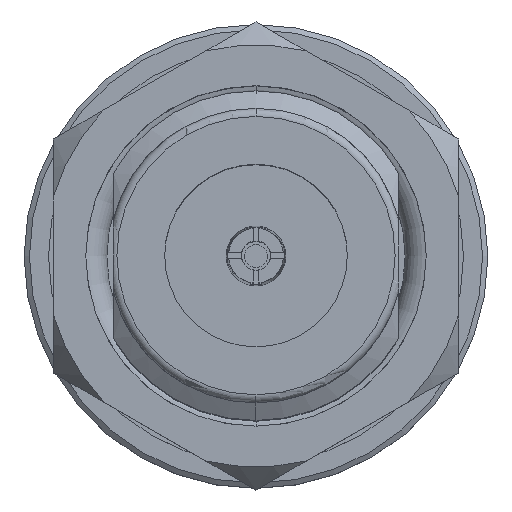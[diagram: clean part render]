
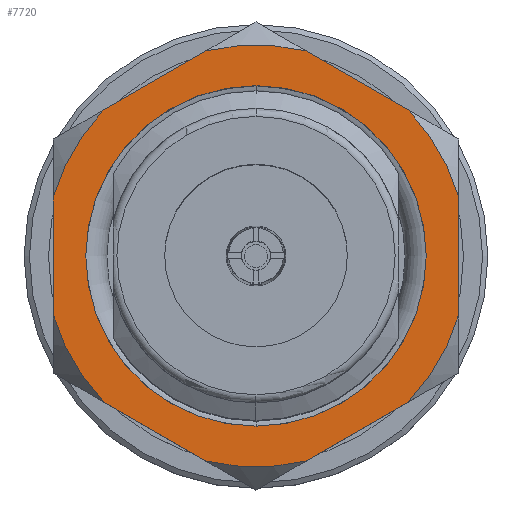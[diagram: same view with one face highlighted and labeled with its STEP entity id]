
A CAD part, top view. The second image highlights one B-rep face of the part: STEP entity #7720.
In plain terms, the highlighted face is planar.
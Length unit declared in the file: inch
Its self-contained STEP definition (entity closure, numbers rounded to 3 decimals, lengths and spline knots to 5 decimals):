
#192 = LINE ( 'NONE', #4212, #1510 ) ;
#315 = VECTOR ( 'NONE', #1384, 39.37008 ) ;
#325 = CARTESIAN_POINT ( 'NONE',  ( 0., -0.061, 0. ) ) ;
#339 = EDGE_CURVE ( 'NONE', #1737, #10348, #4268, .T. ) ;
#588 = LINE ( 'NONE', #9732, #7680 ) ;
#715 = DIRECTION ( 'NONE',  ( -0.5, 0., 0.866 ) ) ;
#770 = EDGE_CURVE ( 'NONE', #7871, #9431, #13043, .T. ) ;
#823 = DIRECTION ( 'NONE',  ( 0.5, 0., 0.866 ) ) ;
#923 = CARTESIAN_POINT ( 'NONE',  ( 0.37932, -0.061, 0.09299 ) ) ;
#1001 = ORIENTED_EDGE ( 'NONE', *, *, #9331, .F. ) ;
#1058 = DIRECTION ( 'NONE',  ( 0., 0., 1. ) ) ;
#1338 = ORIENTED_EDGE ( 'NONE', *, *, #339, .F. ) ;
#1384 = DIRECTION ( 'NONE',  ( 0.5, 0., 0.866 ) ) ;
#1406 = CIRCLE ( 'NONE', #9385, 0.315 ) ;
#1456 = DIRECTION ( 'NONE',  ( 0., 0., -1. ) ) ;
#1510 = VECTOR ( 'NONE', #12282, 39.37008 ) ;
#1737 = VERTEX_POINT ( 'NONE', #2893 ) ;
#2038 = AXIS2_PLACEMENT_3D ( 'NONE', #3498, #7499, #5000 ) ;
#2110 = DIRECTION ( 'NONE',  ( 0., -1., 0. ) ) ;
#2182 = CARTESIAN_POINT ( 'NONE',  ( -0.37932, -0.061, -0.09299 ) ) ;
#2323 = ORIENTED_EDGE ( 'NONE', *, *, #5261, .T. ) ;
#2352 = ORIENTED_EDGE ( 'NONE', *, *, #2914, .T. ) ;
#2369 = CARTESIAN_POINT ( 'NONE',  ( -0.43301, -0.061, 0. ) ) ;
#2428 = CIRCLE ( 'NONE', #6410, 0.315 ) ;
#2769 = FACE_OUTER_BOUND ( 'NONE', #4668, .T. ) ;
#2885 = CIRCLE ( 'NONE', #2038, 0.39056 ) ;
#2893 = CARTESIAN_POINT ( 'NONE',  ( -0.2702, -0.061, -0.28201 ) ) ;
#2894 = CARTESIAN_POINT ( 'NONE',  ( 0., -0.061, 0. ) ) ;
#2914 = EDGE_CURVE ( 'NONE', #11692, #6188, #11278, .T. ) ;
#2921 = DIRECTION ( 'NONE',  ( 0., 1., 0. ) ) ;
#3124 = VERTEX_POINT ( 'NONE', #10436 ) ;
#3161 = CARTESIAN_POINT ( 'NONE',  ( -0.21651, -0.061, -0.375 ) ) ;
#3498 = CARTESIAN_POINT ( 'NONE',  ( 0., -0.061, 0. ) ) ;
#3621 = CARTESIAN_POINT ( 'NONE',  ( 0., -0.061, 0. ) ) ;
#3676 = AXIS2_PLACEMENT_3D ( 'NONE', #10550, #9356, #1456 ) ;
#3818 = FACE_BOUND ( 'NONE', #6785, .T. ) ;
#3887 = AXIS2_PLACEMENT_3D ( 'NONE', #8055, #8990, #8852 ) ;
#3995 = DIRECTION ( 'NONE',  ( 1., 0., 0. ) ) ;
#4096 = CARTESIAN_POINT ( 'NONE',  ( 0., -0.061, 0. ) ) ;
#4201 = VERTEX_POINT ( 'NONE', #11250 ) ;
#4212 = CARTESIAN_POINT ( 'NONE',  ( 0.21651, -0.061, 0.375 ) ) ;
#4268 = LINE ( 'NONE', #3161, #5141 ) ;
#4668 = EDGE_LOOP ( 'NONE', ( #12322, #6134, #12544, #2352, #6068, #6472, #10393, #9604, #1001, #5553, #1338, #7319 ) ) ;
#4738 = CARTESIAN_POINT ( 'NONE',  ( -0.64952, -0.061, 0.375 ) ) ;
#4766 = ORIENTED_EDGE ( 'NONE', *, *, #10485, .T. ) ;
#4779 = EDGE_CURVE ( 'NONE', #1737, #7871, #2885, .T. ) ;
#4787 = DIRECTION ( 'NONE',  ( 0., 0., 1. ) ) ;
#5000 = DIRECTION ( 'NONE',  ( 0., 0., -1. ) ) ;
#5141 = VECTOR ( 'NONE', #11208, 39.37008 ) ;
#5175 = AXIS2_PLACEMENT_3D ( 'NONE', #4096, #2921, #1058 ) ;
#5261 = EDGE_CURVE ( 'NONE', #4201, #6390, #2428, .T. ) ;
#5461 = LINE ( 'NONE', #2369, #315 ) ;
#5553 = ORIENTED_EDGE ( 'NONE', *, *, #8802, .T. ) ;
#5755 = EDGE_CURVE ( 'NONE', #11653, #11422, #11086, .T. ) ;
#5970 = DIRECTION ( 'NONE',  ( 0., 1., 0. ) ) ;
#6049 = EDGE_CURVE ( 'NONE', #6188, #11422, #588, .T. ) ;
#6068 = ORIENTED_EDGE ( 'NONE', *, *, #6049, .T. ) ;
#6134 = ORIENTED_EDGE ( 'NONE', *, *, #8062, .T. ) ;
#6185 = DIRECTION ( 'NONE',  ( 0., 0., -1. ) ) ;
#6188 = VERTEX_POINT ( 'NONE', #923 ) ;
#6189 = CIRCLE ( 'NONE', #3676, 0.39056 ) ;
#6390 = VERTEX_POINT ( 'NONE', #12278 ) ;
#6410 = AXIS2_PLACEMENT_3D ( 'NONE', #2894, #9794, #4787 ) ;
#6472 = ORIENTED_EDGE ( 'NONE', *, *, #5755, .F. ) ;
#6785 = EDGE_LOOP ( 'NONE', ( #4766, #2323 ) ) ;
#7005 = VECTOR ( 'NONE', #3995, 39.37008 ) ;
#7212 = CIRCLE ( 'NONE', #9741, 0.39056 ) ;
#7319 = ORIENTED_EDGE ( 'NONE', *, *, #4779, .T. ) ;
#7499 = DIRECTION ( 'NONE',  ( 0., -1., 0. ) ) ;
#7680 = VECTOR ( 'NONE', #715, 39.37008 ) ;
#7720 = ADVANCED_FACE ( 'Face1', ( #3818, #2769 ), #12823, .T. ) ;
#7814 = CARTESIAN_POINT ( 'NONE',  ( 0.2702, -0.061, 0.28201 ) ) ;
#7871 = VERTEX_POINT ( 'NONE', #13006 ) ;
#8055 = CARTESIAN_POINT ( 'NONE',  ( 0., -0.061, 0. ) ) ;
#8062 = EDGE_CURVE ( 'NONE', #9431, #8197, #7212, .T. ) ;
#8168 = CARTESIAN_POINT ( 'NONE',  ( 0., -0.061, 0. ) ) ;
#8197 = VERTEX_POINT ( 'NONE', #11867 ) ;
#8420 = DIRECTION ( 'NONE',  ( 0., 0., -1. ) ) ;
#8802 = EDGE_CURVE ( 'NONE', #12399, #10348, #6189, .T. ) ;
#8803 = LINE ( 'NONE', #8994, #9952 ) ;
#8852 = DIRECTION ( 'NONE',  ( 0., 0., -1. ) ) ;
#8935 = CIRCLE ( 'NONE', #10623, 0.39056 ) ;
#8990 = DIRECTION ( 'NONE',  ( 0., -1., 0. ) ) ;
#8994 = CARTESIAN_POINT ( 'NONE',  ( 0.21651, -0.061, -0.375 ) ) ;
#9116 = EDGE_CURVE ( 'NONE', #3124, #11127, #8935, .T. ) ;
#9331 = EDGE_CURVE ( 'NONE', #12399, #11127, #5461, .T. ) ;
#9356 = DIRECTION ( 'NONE',  ( 0., -1., 0. ) ) ;
#9385 = AXIS2_PLACEMENT_3D ( 'NONE', #3621, #5970, #10003 ) ;
#9431 = VERTEX_POINT ( 'NONE', #10735 ) ;
#9604 = ORIENTED_EDGE ( 'NONE', *, *, #9116, .T. ) ;
#9732 = CARTESIAN_POINT ( 'NONE',  ( 0.43301, -0.061, 0. ) ) ;
#9741 = AXIS2_PLACEMENT_3D ( 'NONE', #325, #11360, #8420 ) ;
#9794 = DIRECTION ( 'NONE',  ( 0., 1., 0. ) ) ;
#9952 = VECTOR ( 'NONE', #823, 39.37008 ) ;
#10003 = DIRECTION ( 'NONE',  ( 0., 0., 1. ) ) ;
#10344 = CARTESIAN_POINT ( 'NONE',  ( -0.37932, -0.061, 0.09299 ) ) ;
#10348 = VERTEX_POINT ( 'NONE', #2182 ) ;
#10393 = ORIENTED_EDGE ( 'NONE', *, *, #12281, .T. ) ;
#10436 = CARTESIAN_POINT ( 'NONE',  ( -0.10913, -0.061, 0.375 ) ) ;
#10485 = EDGE_CURVE ( 'NONE', #6390, #4201, #1406, .T. ) ;
#10550 = CARTESIAN_POINT ( 'NONE',  ( 0., -0.061, 0. ) ) ;
#10612 = DIRECTION ( 'NONE',  ( 0., -1., 0. ) ) ;
#10623 = AXIS2_PLACEMENT_3D ( 'NONE', #8168, #2110, #6185 ) ;
#10735 = CARTESIAN_POINT ( 'NONE',  ( 0.10913, -0.061, -0.375 ) ) ;
#11086 = CIRCLE ( 'NONE', #5175, 0.39056 ) ;
#11127 = VERTEX_POINT ( 'NONE', #11881 ) ;
#11208 = DIRECTION ( 'NONE',  ( -0.5, 0., 0.866 ) ) ;
#11250 = CARTESIAN_POINT ( 'NONE',  ( 0., -0.061, -0.315 ) ) ;
#11278 = CIRCLE ( 'NONE', #3887, 0.39056 ) ;
#11360 = DIRECTION ( 'NONE',  ( 0., -1., 0. ) ) ;
#11422 = VERTEX_POINT ( 'NONE', #7814 ) ;
#11653 = VERTEX_POINT ( 'NONE', #12199 ) ;
#11692 = VERTEX_POINT ( 'NONE', #12333 ) ;
#11867 = CARTESIAN_POINT ( 'NONE',  ( 0.2702, -0.061, -0.28201 ) ) ;
#11881 = CARTESIAN_POINT ( 'NONE',  ( -0.2702, -0.061, 0.28201 ) ) ;
#12087 = AXIS2_PLACEMENT_3D ( 'NONE', #4738, #10612, #12676 ) ;
#12122 = CARTESIAN_POINT ( 'NONE',  ( -0.21651, -0.061, -0.375 ) ) ;
#12199 = CARTESIAN_POINT ( 'NONE',  ( 0.10913, -0.061, 0.375 ) ) ;
#12278 = CARTESIAN_POINT ( 'NONE',  ( 0., -0.061, 0.315 ) ) ;
#12281 = EDGE_CURVE ( 'NONE', #11653, #3124, #192, .T. ) ;
#12282 = DIRECTION ( 'NONE',  ( -1., 0., 0. ) ) ;
#12322 = ORIENTED_EDGE ( 'NONE', *, *, #770, .T. ) ;
#12333 = CARTESIAN_POINT ( 'NONE',  ( 0.37932, -0.061, -0.09299 ) ) ;
#12399 = VERTEX_POINT ( 'NONE', #10344 ) ;
#12544 = ORIENTED_EDGE ( 'NONE', *, *, #13034, .T. ) ;
#12676 = DIRECTION ( 'NONE',  ( 0., 0., -1. ) ) ;
#12823 = PLANE ( 'NONE',  #12087 ) ;
#13006 = CARTESIAN_POINT ( 'NONE',  ( -0.10913, -0.061, -0.375 ) ) ;
#13034 = EDGE_CURVE ( 'NONE', #8197, #11692, #8803, .T. ) ;
#13043 = LINE ( 'NONE', #12122, #7005 ) ;
